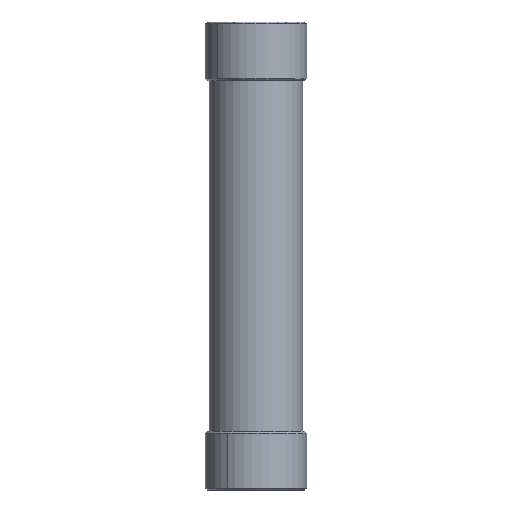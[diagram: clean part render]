
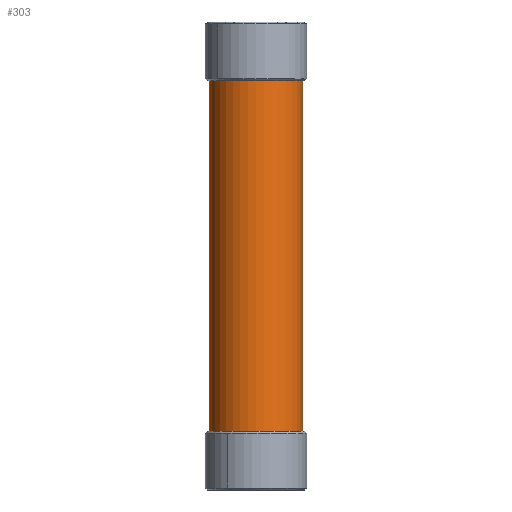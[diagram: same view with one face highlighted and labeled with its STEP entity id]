
A CAD part, front view. The second image highlights one B-rep face of the part: STEP entity #303.
In plain terms, the highlighted cylindrical face has radius 24 mm (diameter 48 mm), a partial arc.
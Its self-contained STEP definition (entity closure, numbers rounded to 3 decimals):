
#303 = ADVANCED_FACE ( 'NONE', ( #5879 ), #1786, .T. ) ;
#598 = ORIENTED_EDGE ( 'NONE', *, *, #6073, .T. ) ;
#765 = VERTEX_POINT ( 'NONE', #1013 ) ;
#862 = DIRECTION ( 'NONE',  ( 0., 0., -1. ) ) ;
#891 = CARTESIAN_POINT ( 'NONE',  ( 24., 0., -200. ) ) ;
#1013 = CARTESIAN_POINT ( 'NONE',  ( 24., 0., 0. ) ) ;
#1083 = DIRECTION ( 'NONE',  ( 1., 0., 0. ) ) ;
#1138 = AXIS2_PLACEMENT_3D ( 'NONE', #6017, #4030, #1083 ) ;
#1160 = VECTOR ( 'NONE', #4235, 1000. ) ;
#1326 = AXIS2_PLACEMENT_3D ( 'NONE', #3803, #862, #4318 ) ;
#1588 = EDGE_LOOP ( 'NONE', ( #2826, #5365, #5404, #598 ) ) ;
#1625 = AXIS2_PLACEMENT_3D ( 'NONE', #1900, #5362, #2389 ) ;
#1764 = CARTESIAN_POINT ( 'NONE',  ( -24., 0., -200. ) ) ;
#1786 = CYLINDRICAL_SURFACE ( 'NONE', #1138, 24. ) ;
#1817 = LINE ( 'NONE', #891, #4281 ) ;
#1900 = CARTESIAN_POINT ( 'NONE',  ( 0., 0., -200. ) ) ;
#2207 = CARTESIAN_POINT ( 'NONE',  ( -24., 0., 0. ) ) ;
#2389 = DIRECTION ( 'NONE',  ( -1., 0., 0. ) ) ;
#2462 = LINE ( 'NONE', #4022, #1160 ) ;
#2793 = CIRCLE ( 'NONE', #1625, 24. ) ;
#2826 = ORIENTED_EDGE ( 'NONE', *, *, #5943, .F. ) ;
#2925 = VERTEX_POINT ( 'NONE', #5565 ) ;
#3055 = VERTEX_POINT ( 'NONE', #2207 ) ;
#3185 = VERTEX_POINT ( 'NONE', #1764 ) ;
#3385 = EDGE_CURVE ( 'NONE', #2925, #765, #1817, .T. ) ;
#3622 = CIRCLE ( 'NONE', #1326, 24. ) ;
#3803 = CARTESIAN_POINT ( 'NONE',  ( 0., 0., 0. ) ) ;
#4022 = CARTESIAN_POINT ( 'NONE',  ( -24., 0., -200. ) ) ;
#4030 = DIRECTION ( 'NONE',  ( 0., 0., 1. ) ) ;
#4235 = DIRECTION ( 'NONE',  ( 0., 0., 1. ) ) ;
#4281 = VECTOR ( 'NONE', #4839, 1000. ) ;
#4318 = DIRECTION ( 'NONE',  ( -1., 0., 0. ) ) ;
#4839 = DIRECTION ( 'NONE',  ( 0., 0., 1. ) ) ;
#4844 = EDGE_CURVE ( 'NONE', #2925, #3185, #2793, .T. ) ;
#5362 = DIRECTION ( 'NONE',  ( 0., 0., -1. ) ) ;
#5365 = ORIENTED_EDGE ( 'NONE', *, *, #4844, .F. ) ;
#5404 = ORIENTED_EDGE ( 'NONE', *, *, #3385, .T. ) ;
#5565 = CARTESIAN_POINT ( 'NONE',  ( 24., 0., -200. ) ) ;
#5879 = FACE_OUTER_BOUND ( 'NONE', #1588, .T. ) ;
#5943 = EDGE_CURVE ( 'NONE', #3185, #3055, #2462, .T. ) ;
#6017 = CARTESIAN_POINT ( 'NONE',  ( 0., 0., -200. ) ) ;
#6073 = EDGE_CURVE ( 'NONE', #765, #3055, #3622, .T. ) ;
